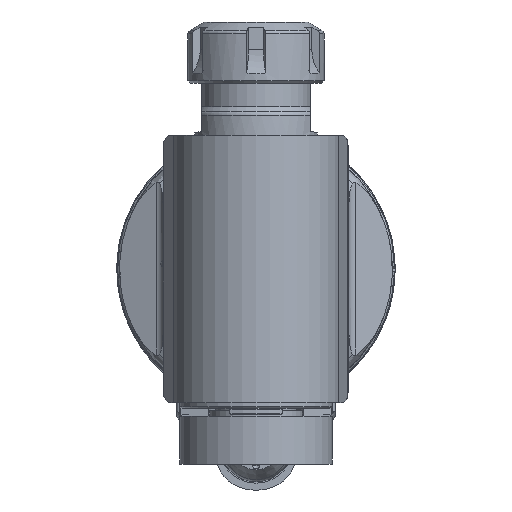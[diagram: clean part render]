
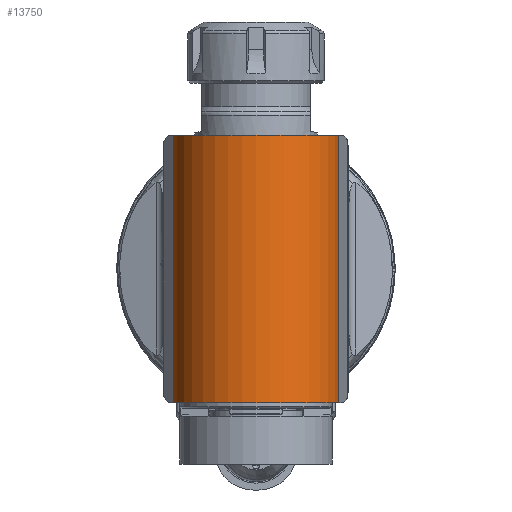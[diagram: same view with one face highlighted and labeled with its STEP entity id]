
A CAD part, front view. The second image highlights one B-rep face of the part: STEP entity #13750.
In plain terms, the highlighted cylindrical face has radius 31 mm (diameter 62 mm), a partial arc.
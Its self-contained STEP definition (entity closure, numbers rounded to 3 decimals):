
#65=CYLINDRICAL_SURFACE('',#14694,31.);
#767=LINE('',#20864,#1654);
#770=LINE('',#20932,#1657);
#1654=VECTOR('',#16385,98.);
#1657=VECTOR('',#16404,98.);
#2942=FACE_OUTER_BOUND('',#3810,.T.);
#3810=EDGE_LOOP('',(#9476,#9477,#9478,#9479));
#4802=CIRCLE('',#14692,31.);
#4804=CIRCLE('',#14695,31.);
#5903=VERTEX_POINT('',#20861);
#5904=VERTEX_POINT('',#20863);
#5909=VERTEX_POINT('',#20889);
#5920=VERTEX_POINT('',#20931);
#7298=EDGE_CURVE('',#5904,#5903,#767,.T.);
#7306=EDGE_CURVE('',#5904,#5909,#4802,.T.);
#7318=EDGE_CURVE('',#5920,#5909,#770,.T.);
#7319=EDGE_CURVE('',#5920,#5903,#4804,.T.);
#9476=ORIENTED_EDGE('',*,*,#7318,.T.);
#9477=ORIENTED_EDGE('',*,*,#7306,.F.);
#9478=ORIENTED_EDGE('',*,*,#7298,.T.);
#9479=ORIENTED_EDGE('',*,*,#7319,.F.);
#13750=ADVANCED_FACE('',(#2942),#65,.T.);
#14692=AXIS2_PLACEMENT_3D('',#20890,#16397,#16398);
#14694=AXIS2_PLACEMENT_3D('',#20930,#16402,#16403);
#14695=AXIS2_PLACEMENT_3D('',#20933,#16405,#16406);
#16385=DIRECTION('',(0.,1.,0.));
#16397=DIRECTION('center_axis',(0.,-1.,0.));
#16398=DIRECTION('ref_axis',(0.208,0.,-0.978));
#16402=DIRECTION('center_axis',(0.,1.,0.));
#16403=DIRECTION('ref_axis',(1.,0.,0.));
#16404=DIRECTION('',(0.,-1.,0.));
#16405=DIRECTION('center_axis',(0.,1.,0.));
#16406=DIRECTION('ref_axis',(0.208,0.,0.978));
#20861=CARTESIAN_POINT('',(284.508,49.,-30.323));
#20863=CARTESIAN_POINT('',(284.508,-49.,-30.323));
#20864=CARTESIAN_POINT('',(284.508,-49.,-30.323));
#20889=CARTESIAN_POINT('',(284.508,-49.,30.323));
#20890=CARTESIAN_POINT('Origin',(278.063,-49.,0.));
#20930=CARTESIAN_POINT('Origin',(278.063,49.,0.));
#20931=CARTESIAN_POINT('',(284.508,49.,30.323));
#20932=CARTESIAN_POINT('',(284.508,49.,30.323));
#20933=CARTESIAN_POINT('Origin',(278.063,49.,0.));
